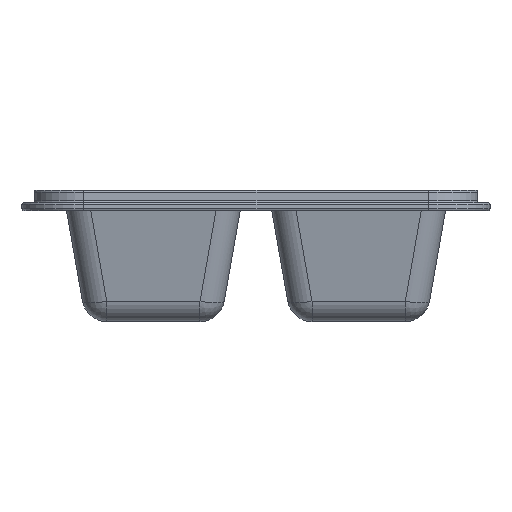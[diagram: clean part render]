
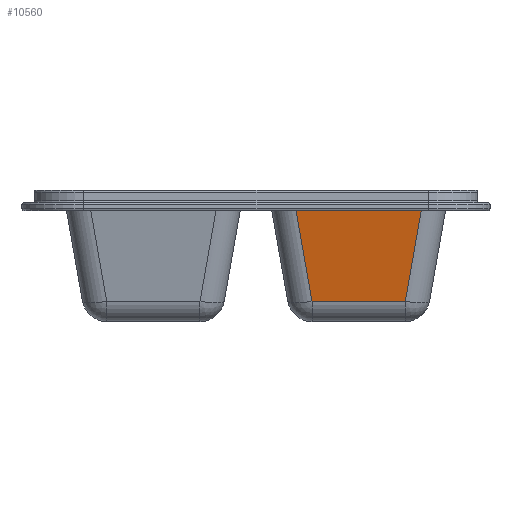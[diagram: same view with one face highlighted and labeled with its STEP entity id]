
A CAD part, left-side view. The second image highlights one B-rep face of the part: STEP entity #10560.
In plain terms, the highlighted planar face has unit normal (-0.985, 0, -0.174).
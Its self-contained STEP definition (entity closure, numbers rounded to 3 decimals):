
#546=PLANE('',#11659);
#902=FACE_OUTER_BOUND('',#1692,.T.);
#1692=EDGE_LOOP('',(#7939,#7940,#7941,#7942));
#2516=LINE('',#18392,#3252);
#2521=LINE('',#18485,#3257);
#2523=LINE('',#18488,#3259);
#2533=LINE('',#18510,#3269);
#3252=VECTOR('',#13958,10.);
#3257=VECTOR('',#13999,10.);
#3259=VECTOR('',#14003,10.);
#3269=VECTOR('',#14031,10.);
#4747=VERTEX_POINT('',#18343);
#4751=VERTEX_POINT('',#18384);
#4755=VERTEX_POINT('',#18424);
#4763=VERTEX_POINT('',#18481);
#5821=EDGE_CURVE('',#4751,#4747,#2516,.T.);
#5838=EDGE_CURVE('',#4755,#4763,#2521,.T.);
#5840=EDGE_CURVE('',#4763,#4751,#2523,.T.);
#5853=EDGE_CURVE('',#4747,#4755,#2533,.T.);
#7939=ORIENTED_EDGE('',*,*,#5838,.T.);
#7940=ORIENTED_EDGE('',*,*,#5840,.T.);
#7941=ORIENTED_EDGE('',*,*,#5821,.T.);
#7942=ORIENTED_EDGE('',*,*,#5853,.T.);
#10560=ADVANCED_FACE('',(#902),#546,.T.);
#11659=AXIS2_PLACEMENT_3D('',#18516,#14041,#14042);
#13958=DIRECTION('',(-0.171,-0.171,0.97));
#13999=DIRECTION('',(0.171,-0.171,-0.97));
#14003=DIRECTION('',(0.,-1.,0.));
#14031=DIRECTION('',(0.,1.,0.));
#14041=DIRECTION('center_axis',(-0.985,0.,-0.174));
#14042=DIRECTION('ref_axis',(0.,1.,0.));
#18343=CARTESIAN_POINT('',(5.613,11.522,46.347));
#18384=CARTESIAN_POINT('',(9.737,15.646,22.958));
#18392=CARTESIAN_POINT('',(5.501,11.409,46.987));
#18424=CARTESIAN_POINT('',(5.613,42.478,46.347));
#18481=CARTESIAN_POINT('',(9.737,38.354,22.958));
#18485=CARTESIAN_POINT('',(5.354,42.737,47.817));
#18488=CARTESIAN_POINT('',(9.737,37.,22.958));
#18510=CARTESIAN_POINT('',(5.613,49.5,46.347));
#18516=CARTESIAN_POINT('Origin',(5.03,47.,49.653));
